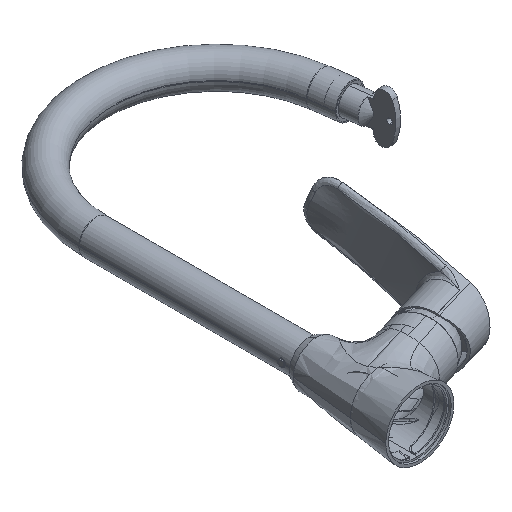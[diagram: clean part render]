
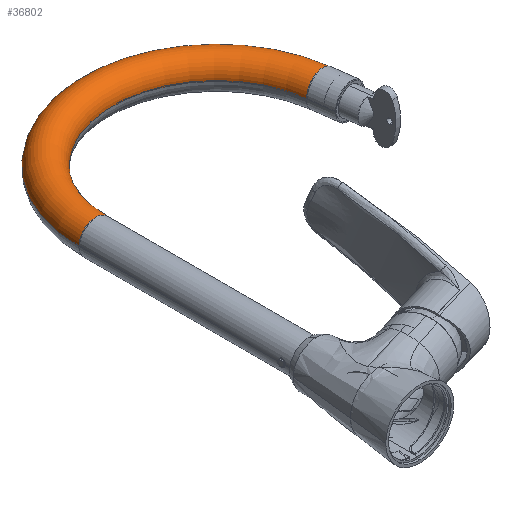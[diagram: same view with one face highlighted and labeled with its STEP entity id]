
A CAD part, isometric view. The second image highlights one B-rep face of the part: STEP entity #36802.
In plain terms, the highlighted toroidal (fillet/blend) face has major radius 87 mm and minor radius 12 mm.
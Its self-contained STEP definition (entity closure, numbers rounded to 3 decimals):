
#2247 = CIRCLE ( 'NONE', #19036, 75. ) ;
#2967 = TOROIDAL_SURFACE ( 'NONE', #5385, 87., 12. ) ;
#3524 = CARTESIAN_POINT ( 'NONE',  ( 185.141, 246.021, 0. ) ) ;
#3985 = EDGE_LOOP ( 'NONE', ( #15780, #21236, #7109, #38790 ) ) ;
#5385 = AXIS2_PLACEMENT_3D ( 'NONE', #6830, #33452, #16933 ) ;
#5852 = EDGE_CURVE ( 'NONE', #12517, #42780, #2247, .T. ) ;
#6830 = CARTESIAN_POINT ( 'NONE',  ( 87., 233.005, 0. ) ) ;
#6844 = CIRCLE ( 'NONE', #27650, 99. ) ;
#6865 = DIRECTION ( 'NONE',  ( 0., 0., 1. ) ) ;
#7011 = CARTESIAN_POINT ( 'NONE',  ( 173.245, 244.443, 0. ) ) ;
#7109 = ORIENTED_EDGE ( 'NONE', *, *, #5852, .T. ) ;
#10043 = EDGE_CURVE ( 'NONE', #40783, #27827, #6844, .T. ) ;
#10362 = DIRECTION ( 'NONE',  ( 0., 0., -1. ) ) ;
#11421 = CARTESIAN_POINT ( 'NONE',  ( -12., 233.005, 0. ) ) ;
#12517 = VERTEX_POINT ( 'NONE', #24325 ) ;
#13438 = CARTESIAN_POINT ( 'NONE',  ( 161.349, 242.865, 0. ) ) ;
#15780 = ORIENTED_EDGE ( 'NONE', *, *, #10043, .F. ) ;
#16933 = DIRECTION ( 'NONE',  ( -1., 0., 0. ) ) ;
#17636 = CARTESIAN_POINT ( 'NONE',  ( 87., 233.005, 0. ) ) ;
#17776 = DIRECTION ( 'NONE',  ( -1., 0., 0. ) ) ;
#19036 = AXIS2_PLACEMENT_3D ( 'NONE', #17636, #27769, #17776 ) ;
#20225 = AXIS2_PLACEMENT_3D ( 'NONE', #7011, #35703, #6865 ) ;
#20304 = CARTESIAN_POINT ( 'NONE',  ( 87., 233.005, 0. ) ) ;
#20738 = DIRECTION ( 'NONE',  ( -1., 0., 0. ) ) ;
#21188 = DIRECTION ( 'NONE',  ( 0., 0., 1. ) ) ;
#21236 = ORIENTED_EDGE ( 'NONE', *, *, #39320, .T. ) ;
#21766 = FACE_OUTER_BOUND ( 'NONE', #3985, .T. ) ;
#24325 = CARTESIAN_POINT ( 'NONE',  ( 12., 233.005, 0. ) ) ;
#27650 = AXIS2_PLACEMENT_3D ( 'NONE', #20304, #10362, #20738 ) ;
#27769 = DIRECTION ( 'NONE',  ( 0., 0., -1. ) ) ;
#27827 = VERTEX_POINT ( 'NONE', #3524 ) ;
#27897 = CIRCLE ( 'NONE', #37761, 12. ) ;
#28926 = CIRCLE ( 'NONE', #20225, 12. ) ;
#30167 = EDGE_CURVE ( 'NONE', #27827, #42780, #28926, .T. ) ;
#33452 = DIRECTION ( 'NONE',  ( 0., 0., -1. ) ) ;
#34813 = CARTESIAN_POINT ( 'NONE',  ( 0., 233.005, 0. ) ) ;
#35703 = DIRECTION ( 'NONE',  ( 0.131, -0.991, 0. ) ) ;
#36802 = ADVANCED_FACE ( 'NONE', ( #21766 ), #2967, .T. ) ;
#37761 = AXIS2_PLACEMENT_3D ( 'NONE', #34813, #41125, #21188 ) ;
#38790 = ORIENTED_EDGE ( 'NONE', *, *, #30167, .F. ) ;
#39320 = EDGE_CURVE ( 'NONE', #40783, #12517, #27897, .T. ) ;
#40783 = VERTEX_POINT ( 'NONE', #11421 ) ;
#41125 = DIRECTION ( 'NONE',  ( 0., 1., 0. ) ) ;
#42780 = VERTEX_POINT ( 'NONE', #13438 ) ;
